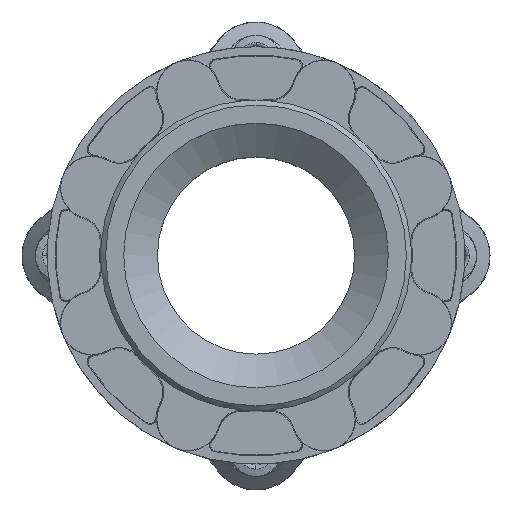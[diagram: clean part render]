
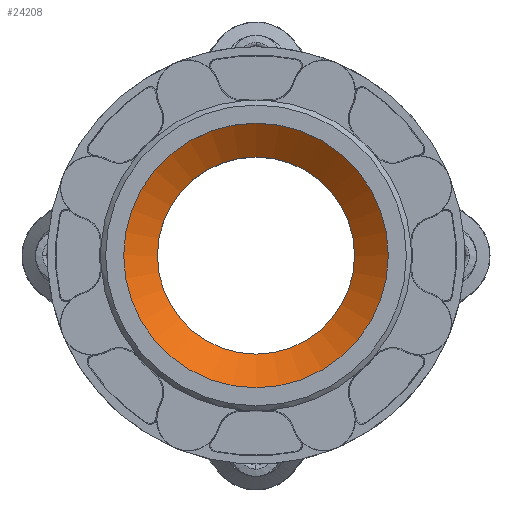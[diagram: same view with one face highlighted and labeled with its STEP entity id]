
A CAD part, top view. The second image highlights one B-rep face of the part: STEP entity #24208.
In plain terms, the highlighted conical face has half-angle 53.17 degrees and reference radius 60 mm.
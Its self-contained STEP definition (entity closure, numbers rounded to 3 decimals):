
#1639 = CARTESIAN_POINT ( 'NONE',  ( 0., 0., 45.567 ) ) ;
#1640 = DIRECTION ( 'NONE',  ( 0., 0., 1. ) ) ;
#1641 = DIRECTION ( 'NONE',  ( 1., 0., 0. ) ) ;
#1643 = CARTESIAN_POINT ( 'NONE',  ( 0., 0., 30.214 ) ) ;
#1644 = DIRECTION ( 'NONE',  ( 0., 0., 1. ) ) ;
#1645 = DIRECTION ( 'NONE',  ( 1., 0., 0. ) ) ;
#1932 = EDGE_LOOP ( 'NONE', ( #2545 ) ) ;
#1933 = EDGE_LOOP ( 'NONE', ( #2546 ) ) ;
#2545 = ORIENTED_EDGE ( 'NONE', *, *, #5630, .T. ) ;
#2546 = ORIENTED_EDGE ( 'NONE', *, *, #5631, .F. ) ;
#5191 = AXIS2_PLACEMENT_3D ( 'NONE', #1639, #1640, #1641 ) ;
#5192 = AXIS2_PLACEMENT_3D ( 'NONE', #1643, #1644, #1645 ) ;
#5630 = EDGE_CURVE ( 'NONE', #22588, #22588, #11499, .T. ) ;
#5631 = EDGE_CURVE ( 'NONE', #22589, #22589, #11511, .T. ) ;
#11442 = CARTESIAN_POINT ( 'NONE',  ( 60., 0., 30.214 ) ) ;
#11444 = CARTESIAN_POINT ( 'NONE',  ( 80.5, 0., 45.567 ) ) ;
#11499 = CIRCLE ( 'NONE', #5191, 80.5 ) ;
#11511 = CIRCLE ( 'NONE', #5192, 60. ) ;
#17356 = DIRECTION ( 'NONE',  ( 1., 0., 0. ) ) ;
#17357 = CARTESIAN_POINT ( 'NONE',  ( 0., 0., 30.214 ) ) ;
#17358 = DIRECTION ( 'NONE',  ( 0., 0., 1. ) ) ;
#20168 = AXIS2_PLACEMENT_3D ( 'NONE', #17357, #17358, #17356 ) ;
#22306 = FACE_OUTER_BOUND ( 'NONE', #1932, .T. ) ;
#22312 = FACE_BOUND ( 'NONE', #1933, .T. ) ;
#22321 = CONICAL_SURFACE ( 'NONE', #20168, 60., 0.928 ) ;
#22588 = VERTEX_POINT ( 'NONE', #11444 ) ;
#22589 = VERTEX_POINT ( 'NONE', #11442 ) ;
#24208 = ADVANCED_FACE ( 'NONE', ( #22306, #22312 ), #22321, .F. ) ;
